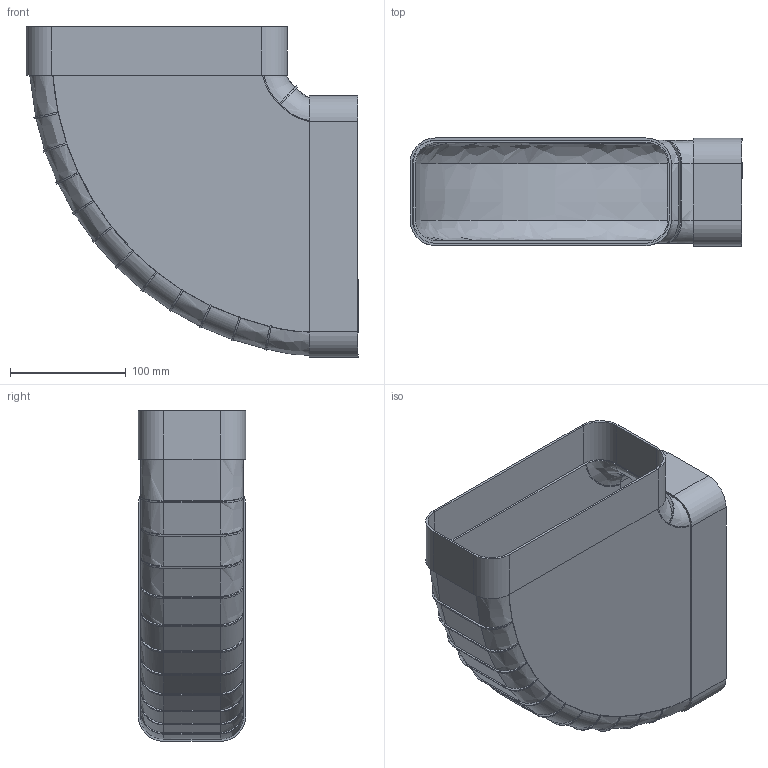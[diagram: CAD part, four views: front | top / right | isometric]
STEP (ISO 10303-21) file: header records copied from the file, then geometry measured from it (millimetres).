
FILE_DESCRIPTION(('STEP AP214'),'1');
FILE_NAME('.STP','2020-07-24T06:12:05',(' '),(' '),'Spatial InterOp 3D',' ',' ');
FILE_SCHEMA(('AUTOMOTIVE_DESIGN { 1 0 10303 214 1 1 1 1 }'));
Length unit declared in the file: millimetre
Products named in the file (1): Differenz
Bounding box: 287.1 x 93 x 285.89 mm (x, y, z)
Volume: 333108.9 mm3; surface area: 340978.7 mm2
Topology: 1 solids, 1 shells, 203 faces, 590 edges, 392 vertices
Faces by surface type: plane 82, cylinder 66, bspline 39, extrusion 16
Entity records: 22873 total; most frequent: CARTESIAN_POINT 17899, ORIENTED_EDGE 1180, DIRECTION 815, EDGE_CURVE 590, VERTEX_POINT 392, AXIS2_PLACEMENT_3D 279, VECTOR 257, LINE 241
